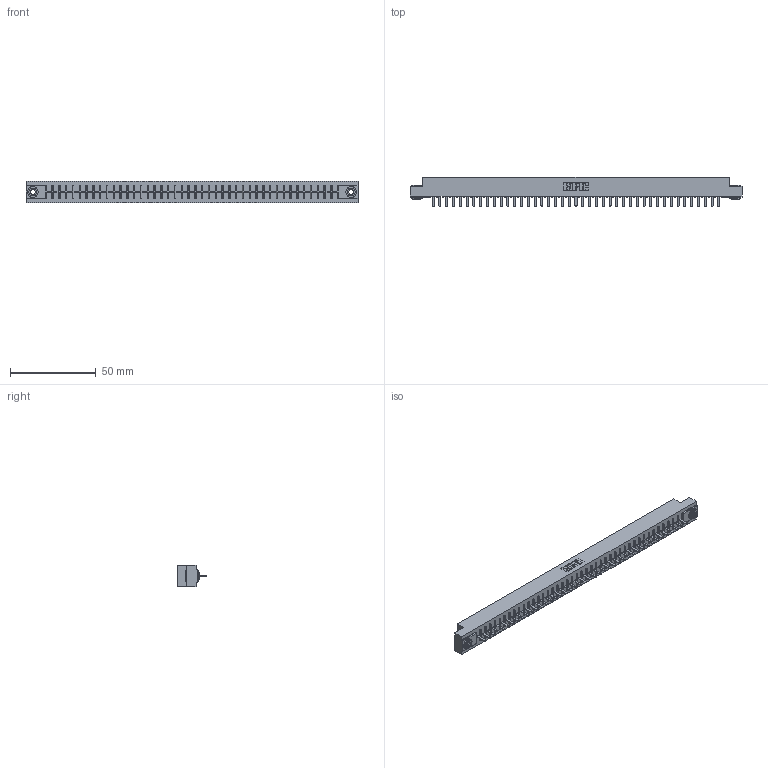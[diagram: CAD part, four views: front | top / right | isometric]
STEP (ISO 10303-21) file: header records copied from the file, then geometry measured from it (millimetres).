
FILE_DESCRIPTION (( 'STEP AP203' ), '1' );
FILE_NAME ('356-043-520-103.STEP', '2018-08-01T23:06:33', ( '' ), ( '' ), 'SwSTEP 2.0', 'SolidWorks 2016', '' );
FILE_SCHEMA (( 'CONFIG_CONTROL_DESIGN' ));
Length unit declared in the file: inch
Products named in the file (4): 306 Part_.156 Dia; 306-290-001_120; 345-250-002_345-250-002-102; 356-043-520-103
Assembly tree (46 placements, depth 2):
  356-043-520-103
    306 Part_.156 Dia
    306-290-001_120  x43
    345-250-002_345-250-002-102  x2
Bounding box: 193.4 x 17.12 x 12.7 mm (x, y, z)
Volume: 21404.6 mm3; surface area: 22255.8 mm2
Topology: 46 solids, 46 shells, 3178 faces, 8899 edges, 5698 vertices
Faces by surface type: plane 2113, cylinder 885, sphere 172, cone 8
Entity records: 40991 total; most frequent: CARTESIAN_POINT 6861, ORIENTED_EDGE 6794, DIRECTION 6779, EDGE_CURVE 3397, LINE 2651, VECTOR 2651, VERTEX_POINT 2146, AXIS2_PLACEMENT_3D 2064
